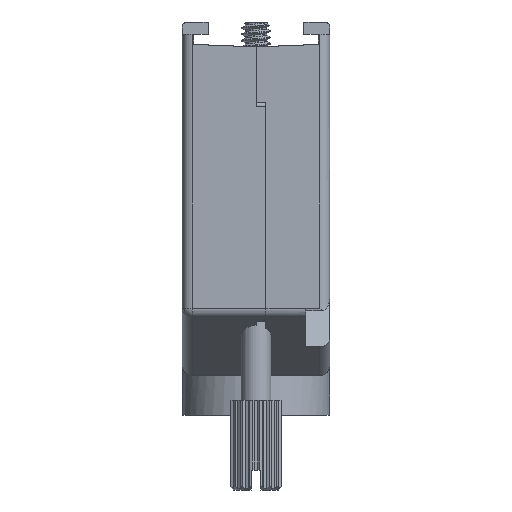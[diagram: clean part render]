
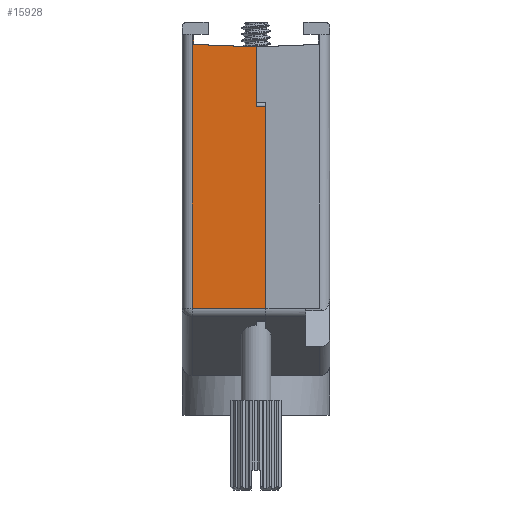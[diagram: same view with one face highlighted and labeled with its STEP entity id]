
A CAD part, left-side view. The second image highlights one B-rep face of the part: STEP entity #15928.
In plain terms, the highlighted face is planar.
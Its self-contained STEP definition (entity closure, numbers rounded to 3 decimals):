
#80 = EDGE_CURVE ( 'NONE', #3675, #14950, #10452, .T. ) ;
#146 = CARTESIAN_POINT ( 'NONE',  ( 15.65, -6.25, -1.25 ) ) ;
#423 = LINE ( 'NONE', #1697, #16363 ) ;
#577 = VECTOR ( 'NONE', #17321, 1000. ) ;
#714 = DIRECTION ( 'NONE',  ( 0., 0., -1. ) ) ;
#1146 = EDGE_CURVE ( 'NONE', #16586, #14950, #6469, .T. ) ;
#1147 = VECTOR ( 'NONE', #9399, 1000. ) ;
#1667 = VERTEX_POINT ( 'NONE', #5668 ) ;
#1697 = CARTESIAN_POINT ( 'NONE',  ( 15.65, 0., -8.45 ) ) ;
#1737 = VECTOR ( 'NONE', #11802, 1000. ) ;
#2046 = CARTESIAN_POINT ( 'NONE',  ( 15.65, 0., -29.25 ) ) ;
#2091 = DIRECTION ( 'NONE',  ( 1., 0., 0. ) ) ;
#2424 = CARTESIAN_POINT ( 'NONE',  ( 15.65, -6.25, -2.25 ) ) ;
#2752 = AXIS2_PLACEMENT_3D ( 'NONE', #14571, #2091, #714 ) ;
#3137 = CARTESIAN_POINT ( 'NONE',  ( 15.65, -6.25, -2.25 ) ) ;
#3243 = LINE ( 'NONE', #14453, #577 ) ;
#3675 = VERTEX_POINT ( 'NONE', #10083 ) ;
#4208 = EDGE_CURVE ( 'NONE', #7118, #17566, #3243, .T. ) ;
#4304 = EDGE_CURVE ( 'NONE', #17566, #16258, #12061, .T. ) ;
#4391 = CARTESIAN_POINT ( 'NONE',  ( 15.65, -6.4, -1.25 ) ) ;
#4430 = CARTESIAN_POINT ( 'NONE',  ( 15.65, 1., -28.757 ) ) ;
#4953 = DIRECTION ( 'NONE',  ( 0., 1., 0. ) ) ;
#5323 = EDGE_LOOP ( 'NONE', ( #9183, #8555, #5856, #11278, #10190, #10335, #7638, #12384 ) ) ;
#5668 = CARTESIAN_POINT ( 'NONE',  ( 15.65, 0., -2.5 ) ) ;
#5682 = VECTOR ( 'NONE', #13129, 1000. ) ;
#5856 = ORIENTED_EDGE ( 'NONE', *, *, #1146, .F. ) ;
#5905 = VECTOR ( 'NONE', #4953, 1000. ) ;
#5968 = VERTEX_POINT ( 'NONE', #7105 ) ;
#6469 = LINE ( 'NONE', #8962, #6695 ) ;
#6695 = VECTOR ( 'NONE', #7572, 1000. ) ;
#7105 = CARTESIAN_POINT ( 'NONE',  ( 15.65, 0., -8.45 ) ) ;
#7118 = VERTEX_POINT ( 'NONE', #4391 ) ;
#7220 = DIRECTION ( 'NONE',  ( 0., -1., 0. ) ) ;
#7572 = DIRECTION ( 'NONE',  ( 0., 0., -1. ) ) ;
#7638 = ORIENTED_EDGE ( 'NONE', *, *, #4304, .F. ) ;
#7818 = EDGE_CURVE ( 'NONE', #7118, #3675, #17335, .T. ) ;
#7971 = PLANE ( 'NONE',  #2752 ) ;
#8555 = ORIENTED_EDGE ( 'NONE', *, *, #80, .T. ) ;
#8962 = CARTESIAN_POINT ( 'NONE',  ( 15.65, 1., -8.05 ) ) ;
#9183 = ORIENTED_EDGE ( 'NONE', *, *, #7818, .T. ) ;
#9399 = DIRECTION ( 'NONE',  ( 0., 0., -1. ) ) ;
#9508 = EDGE_CURVE ( 'NONE', #16586, #5968, #423, .T. ) ;
#10083 = CARTESIAN_POINT ( 'NONE',  ( 15.65, -6.4, -28.757 ) ) ;
#10190 = ORIENTED_EDGE ( 'NONE', *, *, #15121, .F. ) ;
#10235 = CARTESIAN_POINT ( 'NONE',  ( 15.65, -6.25, -2.25 ) ) ;
#10335 = ORIENTED_EDGE ( 'NONE', *, *, #12971, .F. ) ;
#10452 = LINE ( 'NONE', #10814, #5905 ) ;
#10814 = CARTESIAN_POINT ( 'NONE',  ( 15.65, -7.4, -28.757 ) ) ;
#11278 = ORIENTED_EDGE ( 'NONE', *, *, #9508, .T. ) ;
#11802 = DIRECTION ( 'NONE',  ( 0., 0., -1. ) ) ;
#12061 = LINE ( 'NONE', #2424, #1147 ) ;
#12384 = ORIENTED_EDGE ( 'NONE', *, *, #4208, .F. ) ;
#12971 = EDGE_CURVE ( 'NONE', #16258, #1667, #13144, .T. ) ;
#13069 = CARTESIAN_POINT ( 'NONE',  ( 15.65, -6.4, -29.25 ) ) ;
#13129 = DIRECTION ( 'NONE',  ( 0., 0., -1. ) ) ;
#13144 = LINE ( 'NONE', #3137, #16245 ) ;
#14453 = CARTESIAN_POINT ( 'NONE',  ( 15.65, -7.4, -1.25 ) ) ;
#14571 = CARTESIAN_POINT ( 'NONE',  ( 15.65, -7.4, -29.25 ) ) ;
#14617 = LINE ( 'NONE', #2046, #5682 ) ;
#14950 = VERTEX_POINT ( 'NONE', #4430 ) ;
#15121 = EDGE_CURVE ( 'NONE', #1667, #5968, #14617, .T. ) ;
#15928 = ADVANCED_FACE ( 'NONE', ( #17444 ), #7971, .T. ) ;
#15984 = CARTESIAN_POINT ( 'NONE',  ( 15.65, 1., -8.45 ) ) ;
#16245 = VECTOR ( 'NONE', #17118, 1000. ) ;
#16258 = VERTEX_POINT ( 'NONE', #10235 ) ;
#16363 = VECTOR ( 'NONE', #7220, 1000. ) ;
#16586 = VERTEX_POINT ( 'NONE', #15984 ) ;
#17118 = DIRECTION ( 'NONE',  ( 0., 0.999, -0.04 ) ) ;
#17321 = DIRECTION ( 'NONE',  ( 0., 1., 0. ) ) ;
#17335 = LINE ( 'NONE', #13069, #1737 ) ;
#17444 = FACE_OUTER_BOUND ( 'NONE', #5323, .T. ) ;
#17566 = VERTEX_POINT ( 'NONE', #146 ) ;
